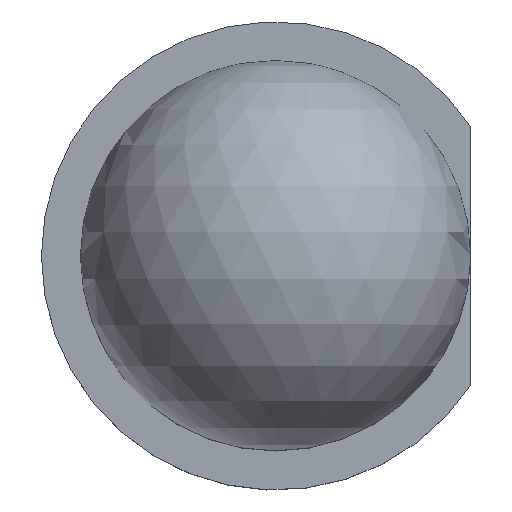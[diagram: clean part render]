
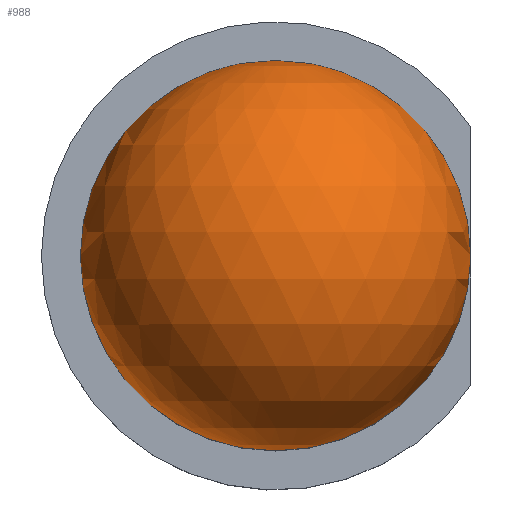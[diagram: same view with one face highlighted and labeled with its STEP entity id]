
A CAD part, top view. The second image highlights one B-rep face of the part: STEP entity #988.
In plain terms, the highlighted spherical face has radius 2.5 mm.
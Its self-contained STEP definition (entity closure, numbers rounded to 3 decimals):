
#192 = CYLINDRICAL_SURFACE('',#193,2.5);
#193 = AXIS2_PLACEMENT_3D('',#194,#195,#196);
#194 = CARTESIAN_POINT('',(0.,0.,1.));
#195 = DIRECTION('',(0.,0.,1.));
#196 = DIRECTION('',(1.,0.,0.));
#491 = VERTEX_POINT('',#492);
#492 = CARTESIAN_POINT('',(2.5,0.,3.8));
#513 = EDGE_CURVE('',#514,#491,#516,.T.);
#514 = VERTEX_POINT('',#515);
#515 = CARTESIAN_POINT('',(0.,-2.5,3.8));
#516 = SURFACE_CURVE('',#517,(#522,#529),.PCURVE_S1.);
#517 = CIRCLE('',#518,2.5);
#518 = AXIS2_PLACEMENT_3D('',#519,#520,#521);
#519 = CARTESIAN_POINT('',(0.,0.,3.8));
#520 = DIRECTION('',(0.,0.,1.));
#521 = DIRECTION('',(1.,0.,0.));
#522 = PCURVE('',#192,#523);
#523 = DEFINITIONAL_REPRESENTATION('',(#524),#528);
#524 = LINE('',#525,#526);
#525 = CARTESIAN_POINT('',(0.,2.8));
#526 = VECTOR('',#527,1.);
#527 = DIRECTION('',(1.,0.));
#528 = ( GEOMETRIC_REPRESENTATION_CONTEXT(2) 
PARAMETRIC_REPRESENTATION_CONTEXT() REPRESENTATION_CONTEXT('2D SPACE',''
  ) );
#529 = PCURVE('',#530,#535);
#530 = SPHERICAL_SURFACE('',#531,2.5);
#531 = AXIS2_PLACEMENT_3D('',#532,#533,#534);
#532 = CARTESIAN_POINT('',(0.,0.,3.8));
#533 = DIRECTION('',(0.,-1.,0.));
#534 = DIRECTION('',(1.,0.,0.));
#535 = DEFINITIONAL_REPRESENTATION('',(#536),#539);
#536 = B_SPLINE_CURVE_WITH_KNOTS('',1,(#537,#538),.UNSPECIFIED.,.F.,.F.,
  (2,2),(4.712,6.283),.PIECEWISE_BEZIER_KNOTS.);
#537 = CARTESIAN_POINT('',(0.,1.571));
#538 = CARTESIAN_POINT('',(0.,0.));
#539 = ( GEOMETRIC_REPRESENTATION_CONTEXT(2) 
PARAMETRIC_REPRESENTATION_CONTEXT() REPRESENTATION_CONTEXT('2D SPACE',''
  ) );
#541 = EDGE_CURVE('',#542,#514,#544,.T.);
#542 = VERTEX_POINT('',#543);
#543 = CARTESIAN_POINT('',(0.,2.5,3.8));
#544 = SURFACE_CURVE('',#545,(#550,#557),.PCURVE_S1.);
#545 = CIRCLE('',#546,2.5);
#546 = AXIS2_PLACEMENT_3D('',#547,#548,#549);
#547 = CARTESIAN_POINT('',(0.,0.,3.8));
#548 = DIRECTION('',(0.,0.,1.));
#549 = DIRECTION('',(1.,0.,0.));
#550 = PCURVE('',#192,#551);
#551 = DEFINITIONAL_REPRESENTATION('',(#552),#556);
#552 = LINE('',#553,#554);
#553 = CARTESIAN_POINT('',(0.,2.8));
#554 = VECTOR('',#555,1.);
#555 = DIRECTION('',(1.,0.));
#556 = ( GEOMETRIC_REPRESENTATION_CONTEXT(2) 
PARAMETRIC_REPRESENTATION_CONTEXT() REPRESENTATION_CONTEXT('2D SPACE',''
  ) );
#557 = PCURVE('',#530,#558);
#558 = DEFINITIONAL_REPRESENTATION('',(#559),#562);
#559 = B_SPLINE_CURVE_WITH_KNOTS('',1,(#560,#561),.UNSPECIFIED.,.F.,.F.,
  (2,2),(1.571,4.712),.PIECEWISE_BEZIER_KNOTS.);
#560 = CARTESIAN_POINT('',(3.142,-1.571));
#561 = CARTESIAN_POINT('',(3.142,1.571));
#562 = ( GEOMETRIC_REPRESENTATION_CONTEXT(2) 
PARAMETRIC_REPRESENTATION_CONTEXT() REPRESENTATION_CONTEXT('2D SPACE',''
  ) );
#564 = EDGE_CURVE('',#491,#542,#565,.T.);
#565 = SURFACE_CURVE('',#566,(#571,#578),.PCURVE_S1.);
#566 = CIRCLE('',#567,2.5);
#567 = AXIS2_PLACEMENT_3D('',#568,#569,#570);
#568 = CARTESIAN_POINT('',(0.,0.,3.8));
#569 = DIRECTION('',(0.,0.,1.));
#570 = DIRECTION('',(1.,0.,0.));
#571 = PCURVE('',#192,#572);
#572 = DEFINITIONAL_REPRESENTATION('',(#573),#577);
#573 = LINE('',#574,#575);
#574 = CARTESIAN_POINT('',(0.,2.8));
#575 = VECTOR('',#576,1.);
#576 = DIRECTION('',(1.,0.));
#577 = ( GEOMETRIC_REPRESENTATION_CONTEXT(2) 
PARAMETRIC_REPRESENTATION_CONTEXT() REPRESENTATION_CONTEXT('2D SPACE',''
  ) );
#578 = PCURVE('',#530,#579);
#579 = DEFINITIONAL_REPRESENTATION('',(#580),#583);
#580 = B_SPLINE_CURVE_WITH_KNOTS('',1,(#581,#582),.UNSPECIFIED.,.F.,.F.,
  (2,2),(0.,1.571),.PIECEWISE_BEZIER_KNOTS.);
#581 = CARTESIAN_POINT('',(0.,0.));
#582 = CARTESIAN_POINT('',(0.,-1.571));
#583 = ( GEOMETRIC_REPRESENTATION_CONTEXT(2) 
PARAMETRIC_REPRESENTATION_CONTEXT() REPRESENTATION_CONTEXT('2D SPACE',''
  ) );
#988 = ADVANCED_FACE('',(#989),#530,.T.);
#989 = FACE_BOUND('',#990,.T.);
#990 = EDGE_LOOP('',(#991,#992,#993));
#991 = ORIENTED_EDGE('',*,*,#541,.T.);
#992 = ORIENTED_EDGE('',*,*,#513,.T.);
#993 = ORIENTED_EDGE('',*,*,#564,.T.);
